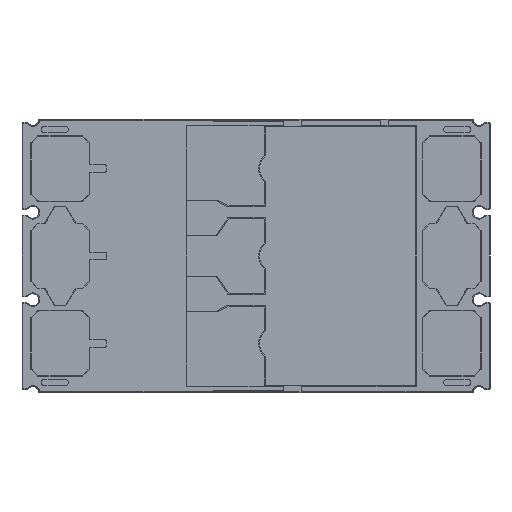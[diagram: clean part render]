
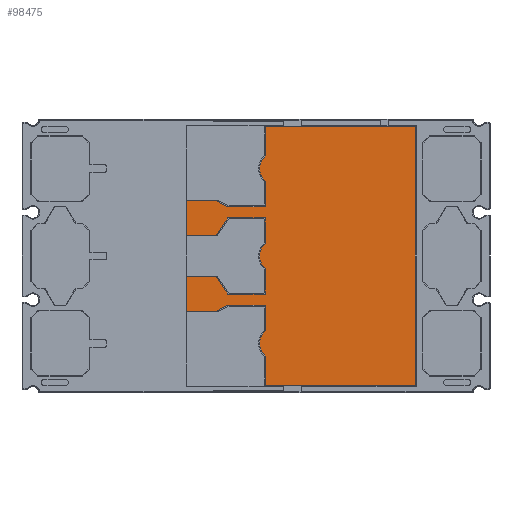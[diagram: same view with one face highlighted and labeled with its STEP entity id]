
A CAD part, front view. The second image highlights one B-rep face of the part: STEP entity #98475.
In plain terms, the highlighted planar face has unit normal (0, -1, 0).
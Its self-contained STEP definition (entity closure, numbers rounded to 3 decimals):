
#16652=DIRECTION('',(0.,0.,1.));
#16653=VECTOR('',#16652,142.);
#16654=CARTESIAN_POINT('',(87.5,-65.5,-71.));
#16655=LINE('',#16654,#16653);
#16716=DIRECTION('',(-1.,0.,0.));
#16717=VECTOR('',#16716,82.5);
#16718=CARTESIAN_POINT('',(87.5,-65.5,-71.));
#16719=LINE('',#16718,#16717);
#16720=DIRECTION('',(0.,0.,1.));
#16721=VECTOR('',#16720,16.072);
#16722=CARTESIAN_POINT('',(5.,-65.5,-71.));
#16723=LINE('',#16722,#16721);
#16724=CARTESIAN_POINT('',(11.5,-65.5,-48.));
#16725=DIRECTION('',(0.,1.,0.));
#16726=DIRECTION('',(-0.684,0.,-0.729));
#16727=AXIS2_PLACEMENT_3D('',#16724,#16725,#16726);
#16729=DIRECTION('',(0.,0.,1.));
#16730=VECTOR('',#16729,13.972);
#16731=CARTESIAN_POINT('',(5.,-65.5,-41.072));
#16732=LINE('',#16731,#16730);
#16733=DIRECTION('',(-1.,0.,0.));
#16734=VECTOR('',#16733,20.5);
#16735=CARTESIAN_POINT('',(5.,-65.5,-27.1));
#16736=LINE('',#16735,#16734);
#16737=DIRECTION('',(-0.9,0.,-0.436));
#16738=VECTOR('',#16737,7.223);
#16739=CARTESIAN_POINT('',(-15.5,-65.5,-27.1));
#16740=LINE('',#16739,#16738);
#16741=DIRECTION('',(-1.,0.,0.));
#16742=VECTOR('',#16741,16.);
#16743=CARTESIAN_POINT('',(-22.,-65.5,-30.25));
#16744=LINE('',#16743,#16742);
#16745=DIRECTION('',(0.,0.,1.));
#16746=VECTOR('',#16745,19.);
#16747=CARTESIAN_POINT('',(-38.,-65.5,-30.25));
#16748=LINE('',#16747,#16746);
#16749=DIRECTION('',(1.,0.,0.));
#16750=VECTOR('',#16749,16.);
#16751=CARTESIAN_POINT('',(-38.,-65.5,-11.25));
#16752=LINE('',#16751,#16750);
#16753=DIRECTION('',(0.559,0.,-0.829));
#16754=VECTOR('',#16753,11.635);
#16755=CARTESIAN_POINT('',(-22.,-65.5,-11.25));
#16756=LINE('',#16755,#16754);
#16757=DIRECTION('',(1.,0.,0.));
#16758=VECTOR('',#16757,20.5);
#16759=CARTESIAN_POINT('',(-15.5,-65.5,-20.9));
#16760=LINE('',#16759,#16758);
#16761=DIRECTION('',(0.,0.,1.));
#16762=VECTOR('',#16761,13.972);
#16763=CARTESIAN_POINT('',(5.,-65.5,-20.9));
#16764=LINE('',#16763,#16762);
#16765=CARTESIAN_POINT('',(11.5,-65.5,0.));
#16766=DIRECTION('',(0.,1.,0.));
#16767=DIRECTION('',(-0.684,0.,-0.729));
#16768=AXIS2_PLACEMENT_3D('',#16765,#16766,#16767);
#16770=DIRECTION('',(0.,0.,1.));
#16771=VECTOR('',#16770,13.972);
#16772=CARTESIAN_POINT('',(5.,-65.5,6.928));
#16773=LINE('',#16772,#16771);
#16774=DIRECTION('',(-1.,0.,0.));
#16775=VECTOR('',#16774,20.5);
#16776=CARTESIAN_POINT('',(5.,-65.5,20.9));
#16777=LINE('',#16776,#16775);
#16778=DIRECTION('',(-0.559,0.,-0.829));
#16779=VECTOR('',#16778,11.635);
#16780=CARTESIAN_POINT('',(-15.5,-65.5,20.9));
#16781=LINE('',#16780,#16779);
#16782=DIRECTION('',(-1.,0.,0.));
#16783=VECTOR('',#16782,16.);
#16784=CARTESIAN_POINT('',(-22.,-65.5,11.25));
#16785=LINE('',#16784,#16783);
#16786=DIRECTION('',(0.,0.,1.));
#16787=VECTOR('',#16786,19.);
#16788=CARTESIAN_POINT('',(-38.,-65.5,11.25));
#16789=LINE('',#16788,#16787);
#16790=DIRECTION('',(1.,0.,0.));
#16791=VECTOR('',#16790,16.);
#16792=CARTESIAN_POINT('',(-38.,-65.5,30.25));
#16793=LINE('',#16792,#16791);
#16794=DIRECTION('',(0.9,0.,-0.436));
#16795=VECTOR('',#16794,7.223);
#16796=CARTESIAN_POINT('',(-22.,-65.5,30.25));
#16797=LINE('',#16796,#16795);
#16798=DIRECTION('',(1.,0.,0.));
#16799=VECTOR('',#16798,20.5);
#16800=CARTESIAN_POINT('',(-15.5,-65.5,27.1));
#16801=LINE('',#16800,#16799);
#16802=DIRECTION('',(0.,0.,1.));
#16803=VECTOR('',#16802,13.972);
#16804=CARTESIAN_POINT('',(5.,-65.5,27.1));
#16805=LINE('',#16804,#16803);
#16806=CARTESIAN_POINT('',(11.5,-65.5,48.));
#16807=DIRECTION('',(0.,1.,0.));
#16808=DIRECTION('',(-0.684,0.,-0.729));
#16809=AXIS2_PLACEMENT_3D('',#16806,#16807,#16808);
#16811=DIRECTION('',(0.,0.,1.));
#16812=VECTOR('',#16811,16.072);
#16813=CARTESIAN_POINT('',(5.,-65.5,54.928));
#16814=LINE('',#16813,#16812);
#16815=DIRECTION('',(1.,0.,0.));
#16816=VECTOR('',#16815,82.5);
#16817=CARTESIAN_POINT('',(5.,-65.5,71.));
#16818=LINE('',#16817,#16816);
#75129=CARTESIAN_POINT('',(-15.5,-65.5,20.9));
#75130=CARTESIAN_POINT('',(-22.,-65.5,11.25));
#75131=VERTEX_POINT('',#75129);
#75132=VERTEX_POINT('',#75130);
#75133=CARTESIAN_POINT('',(-38.,-65.5,11.25));
#75134=VERTEX_POINT('',#75133);
#75135=CARTESIAN_POINT('',(-38.,-65.5,30.25));
#75136=VERTEX_POINT('',#75135);
#75137=CARTESIAN_POINT('',(-22.,-65.5,30.25));
#75138=VERTEX_POINT('',#75137);
#75139=CARTESIAN_POINT('',(-15.5,-65.5,27.1));
#75140=VERTEX_POINT('',#75139);
#75141=CARTESIAN_POINT('',(-15.5,-65.5,-27.1));
#75142=CARTESIAN_POINT('',(-22.,-65.5,-30.25));
#75143=VERTEX_POINT('',#75141);
#75144=VERTEX_POINT('',#75142);
#75145=CARTESIAN_POINT('',(-38.,-65.5,-30.25));
#75146=VERTEX_POINT('',#75145);
#75147=CARTESIAN_POINT('',(-38.,-65.5,-11.25));
#75148=VERTEX_POINT('',#75147);
#75149=CARTESIAN_POINT('',(-22.,-65.5,-11.25));
#75150=VERTEX_POINT('',#75149);
#75151=CARTESIAN_POINT('',(-15.5,-65.5,-20.9));
#75152=VERTEX_POINT('',#75151);
#75153=CARTESIAN_POINT('',(87.5,-65.5,-71.));
#75154=CARTESIAN_POINT('',(5.,-65.5,-71.));
#75155=VERTEX_POINT('',#75153);
#75156=VERTEX_POINT('',#75154);
#75157=CARTESIAN_POINT('',(5.,-65.5,-54.928));
#75158=VERTEX_POINT('',#75157);
#75159=CARTESIAN_POINT('',(5.,-65.5,-41.072));
#75160=VERTEX_POINT('',#75159);
#75161=CARTESIAN_POINT('',(5.,-65.5,-6.928));
#75162=CARTESIAN_POINT('',(5.,-65.5,6.928));
#75163=VERTEX_POINT('',#75161);
#75164=VERTEX_POINT('',#75162);
#75165=CARTESIAN_POINT('',(5.,-65.5,41.072));
#75166=CARTESIAN_POINT('',(5.,-65.5,54.928));
#75167=VERTEX_POINT('',#75165);
#75168=VERTEX_POINT('',#75166);
#75169=CARTESIAN_POINT('',(5.,-65.5,71.));
#75170=VERTEX_POINT('',#75169);
#75171=CARTESIAN_POINT('',(5.,-65.5,-27.1));
#75172=VERTEX_POINT('',#75171);
#75173=CARTESIAN_POINT('',(5.,-65.5,-20.9));
#75174=VERTEX_POINT('',#75173);
#75175=CARTESIAN_POINT('',(5.,-65.5,20.9));
#75176=VERTEX_POINT('',#75175);
#75177=CARTESIAN_POINT('',(5.,-65.5,27.1));
#75178=VERTEX_POINT('',#75177);
#75179=CARTESIAN_POINT('',(87.5,-65.5,71.));
#75180=VERTEX_POINT('',#75179);
#98442=CARTESIAN_POINT('',(87.5,-65.5,0.));
#98443=DIRECTION('',(0.,1.,0.));
#98444=DIRECTION('',(0.,0.,-1.));
#98445=AXIS2_PLACEMENT_3D('',#98442,#98443,#98444);
#98446=PLANE('',#98445);
#98447=ORIENTED_EDGE('',*,*,#98239,.F.);
#98448=ORIENTED_EDGE('',*,*,#98255,.T.);
#98449=ORIENTED_EDGE('',*,*,#98269,.T.);
#98450=ORIENTED_EDGE('',*,*,#98283,.T.);
#98451=ORIENTED_EDGE('',*,*,#98297,.T.);
#98452=ORIENTED_EDGE('',*,*,#98311,.T.);
#98453=ORIENTED_EDGE('',*,*,#98325,.T.);
#98454=ORIENTED_EDGE('',*,*,#98339,.T.);
#98455=ORIENTED_EDGE('',*,*,#98353,.T.);
#98456=ORIENTED_EDGE('',*,*,#98367,.T.);
#98457=ORIENTED_EDGE('',*,*,#98381,.T.);
#98458=ORIENTED_EDGE('',*,*,#98395,.T.);
#98459=ORIENTED_EDGE('',*,*,#98409,.T.);
#98460=ORIENTED_EDGE('',*,*,#98423,.T.);
#98461=ORIENTED_EDGE('',*,*,#98436,.T.);
#98462=ORIENTED_EDGE('',*,*,#94011,.T.);
#98463=ORIENTED_EDGE('',*,*,#94026,.T.);
#98464=ORIENTED_EDGE('',*,*,#94040,.T.);
#98465=ORIENTED_EDGE('',*,*,#94054,.T.);
#98466=ORIENTED_EDGE('',*,*,#94068,.T.);
#98467=ORIENTED_EDGE('',*,*,#94082,.T.);
#98468=ORIENTED_EDGE('',*,*,#94096,.T.);
#98469=ORIENTED_EDGE('',*,*,#94110,.T.);
#98470=ORIENTED_EDGE('',*,*,#94124,.T.);
#98471=ORIENTED_EDGE('',*,*,#94138,.T.);
#98472=ORIENTED_EDGE('',*,*,#94159,.T.);
#98473=EDGE_LOOP('',(#98447,#98448,#98449,#98450,#98451,#98452,#98453,#98454,
#98455,#98456,#98457,#98458,#98459,#98460,#98461,#98462,#98463,#98464,#98465,
#98466,#98467,#98468,#98469,#98470,#98471,#98472));
#98474=FACE_OUTER_BOUND('',#98473,.F.);
#98475=ADVANCED_FACE('',(#98474),#98446,.F.);
#16728=CIRCLE('',#16727,9.5);
#16769=CIRCLE('',#16768,9.5);
#16810=CIRCLE('',#16809,9.5);
#94011=EDGE_CURVE('',#75176,#75131,#16777,.T.);
#94026=EDGE_CURVE('',#75131,#75132,#16781,.T.);
#94040=EDGE_CURVE('',#75132,#75134,#16785,.T.);
#94054=EDGE_CURVE('',#75134,#75136,#16789,.T.);
#94068=EDGE_CURVE('',#75136,#75138,#16793,.T.);
#94082=EDGE_CURVE('',#75138,#75140,#16797,.T.);
#94096=EDGE_CURVE('',#75140,#75178,#16801,.T.);
#94110=EDGE_CURVE('',#75178,#75167,#16805,.T.);
#94124=EDGE_CURVE('',#75167,#75168,#16810,.T.);
#94138=EDGE_CURVE('',#75168,#75170,#16814,.T.);
#94159=EDGE_CURVE('',#75170,#75180,#16818,.T.);
#98239=EDGE_CURVE('',#75155,#75180,#16655,.T.);
#98255=EDGE_CURVE('',#75155,#75156,#16719,.T.);
#98269=EDGE_CURVE('',#75156,#75158,#16723,.T.);
#98283=EDGE_CURVE('',#75158,#75160,#16728,.T.);
#98297=EDGE_CURVE('',#75160,#75172,#16732,.T.);
#98311=EDGE_CURVE('',#75172,#75143,#16736,.T.);
#98325=EDGE_CURVE('',#75143,#75144,#16740,.T.);
#98339=EDGE_CURVE('',#75144,#75146,#16744,.T.);
#98353=EDGE_CURVE('',#75146,#75148,#16748,.T.);
#98367=EDGE_CURVE('',#75148,#75150,#16752,.T.);
#98381=EDGE_CURVE('',#75150,#75152,#16756,.T.);
#98395=EDGE_CURVE('',#75152,#75174,#16760,.T.);
#98409=EDGE_CURVE('',#75174,#75163,#16764,.T.);
#98423=EDGE_CURVE('',#75163,#75164,#16769,.T.);
#98436=EDGE_CURVE('',#75164,#75176,#16773,.T.);
